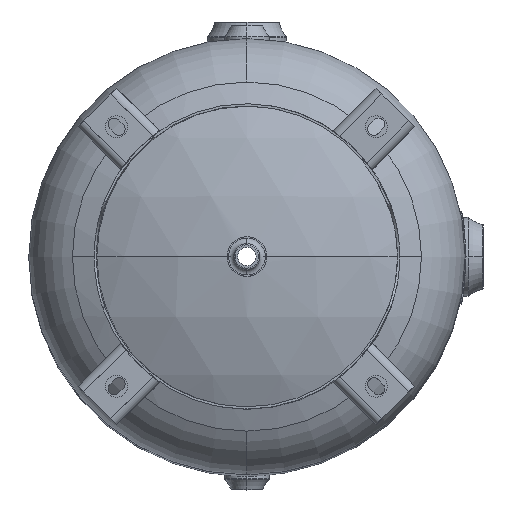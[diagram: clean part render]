
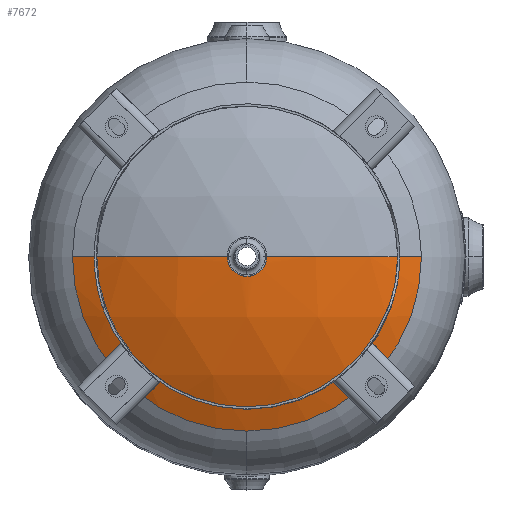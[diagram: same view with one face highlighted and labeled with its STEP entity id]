
A CAD part, top view. The second image highlights one B-rep face of the part: STEP entity #7672.
In plain terms, the highlighted spherical face has radius 457.2 mm.
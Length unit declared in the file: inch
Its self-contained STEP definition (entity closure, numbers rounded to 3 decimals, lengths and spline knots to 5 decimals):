
#1261 = CARTESIAN_POINT ( 'NONE',  ( 0., 0., 23.99011 ) ) ;
#1262 = DIRECTION ( 'NONE',  ( 0., 0., 1. ) ) ;
#1263 = DIRECTION ( 'NONE',  ( -1., 0., 0. ) ) ;
#1410 = CARTESIAN_POINT ( 'NONE',  ( 0., 0., 6. ) ) ;
#1411 = DIRECTION ( 'NONE',  ( 0., 1., 0. ) ) ;
#1412 = DIRECTION ( 'NONE',  ( 0., 0., 1. ) ) ;
#1420 = CARTESIAN_POINT ( 'NONE',  ( 0., 0., 22.12452 ) ) ;
#1421 = DIRECTION ( 'NONE',  ( 0., 0., -1. ) ) ;
#1422 = DIRECTION ( 'NONE',  ( 0., 1., 0. ) ) ;
#1775 = VERTEX_POINT ( 'NONE', #5604 ) ;
#1819 = VERTEX_POINT ( 'NONE', #5627 ) ;
#1823 = VERTEX_POINT ( 'NONE', #5629 ) ;
#1829 = VERTEX_POINT ( 'NONE', #5632 ) ;
#1831 = VERTEX_POINT ( 'NONE', #5633 ) ;
#1926 = CARTESIAN_POINT ( 'NONE',  ( 0., 0., 6. ) ) ;
#1928 = DIRECTION ( 'NONE',  ( 0., -1., 0. ) ) ;
#1930 = DIRECTION ( 'NONE',  ( 1., 0., 0. ) ) ;
#1934 = CARTESIAN_POINT ( 'NONE',  ( 0., 0., 22.12452 ) ) ;
#1935 = DIRECTION ( 'NONE',  ( 0., 0., -1. ) ) ;
#1936 = DIRECTION ( 'NONE',  ( 0., 1., 0. ) ) ;
#2511 = AXIS2_PLACEMENT_3D ( 'NONE', #5348, #5354, #5355 ) ;
#2784 = EDGE_LOOP ( 'NONE', ( #4192, #4193, #4194, #4195, #4196 ) ) ;
#4192 = ORIENTED_EDGE ( 'NONE', *, *, #9949, .F. ) ;
#4193 = ORIENTED_EDGE ( 'NONE', *, *, #9974, .T. ) ;
#4194 = ORIENTED_EDGE ( 'NONE', *, *, #9975, .F. ) ;
#4195 = ORIENTED_EDGE ( 'NONE', *, *, #9964, .F. ) ;
#4196 = ORIENTED_EDGE ( 'NONE', *, *, #9961, .F. ) ;
#5348 = CARTESIAN_POINT ( 'NONE',  ( 0., 0., 6. ) ) ;
#5349 = FACE_OUTER_BOUND ( 'NONE', #2784, .T. ) ;
#5351 = SPHERICAL_SURFACE ( 'NONE', #2511, 18. ) ;
#5354 = DIRECTION ( 'NONE',  ( 0., -1., 0. ) ) ;
#5355 = DIRECTION ( 'NONE',  ( 1., 0., 0. ) ) ;
#5604 = CARTESIAN_POINT ( 'NONE',  ( 8., 0., 22.12452 ) ) ;
#5627 = CARTESIAN_POINT ( 'NONE',  ( -0.5965, 0., 23.99011 ) ) ;
#5629 = CARTESIAN_POINT ( 'NONE',  ( 0.5965, 0., 23.99011 ) ) ;
#5632 = CARTESIAN_POINT ( 'NONE',  ( 0., -8., 22.12452 ) ) ;
#5633 = CARTESIAN_POINT ( 'NONE',  ( -8., 0., 22.12452 ) ) ;
#7672 = ADVANCED_FACE ( 'NONE', ( #5349 ), #5351, .T. ) ;
#8535 = AXIS2_PLACEMENT_3D ( 'NONE', #1261, #1262, #1263 ) ;
#8538 = CIRCLE ( 'NONE', #8535, 0.5965 ) ;
#8559 = CIRCLE ( 'NONE', #8563, 18. ) ;
#8561 = CIRCLE ( 'NONE', #8568, 8. ) ;
#8563 = AXIS2_PLACEMENT_3D ( 'NONE', #1410, #1411, #1412 ) ;
#8565 = CIRCLE ( 'NONE', #8575, 8. ) ;
#8568 = AXIS2_PLACEMENT_3D ( 'NONE', #1420, #1421, #1422 ) ;
#8570 = CIRCLE ( 'NONE', #8573, 18. ) ;
#8573 = AXIS2_PLACEMENT_3D ( 'NONE', #1926, #1928, #1930 ) ;
#8575 = AXIS2_PLACEMENT_3D ( 'NONE', #1934, #1935, #1936 ) ;
#9949 = EDGE_CURVE ( 'NONE', #1819, #1823, #8538, .T. ) ;
#9961 = EDGE_CURVE ( 'NONE', #1823, #1775, #8559, .T. ) ;
#9964 = EDGE_CURVE ( 'NONE', #1775, #1829, #8561, .T. ) ;
#9974 = EDGE_CURVE ( 'NONE', #1819, #1831, #8570, .T. ) ;
#9975 = EDGE_CURVE ( 'NONE', #1829, #1831, #8565, .T. ) ;
